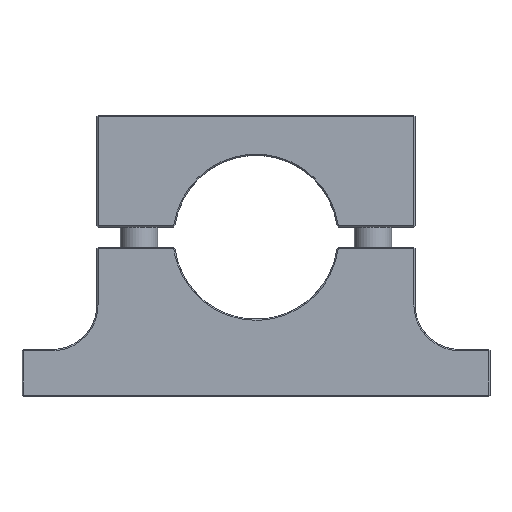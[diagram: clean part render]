
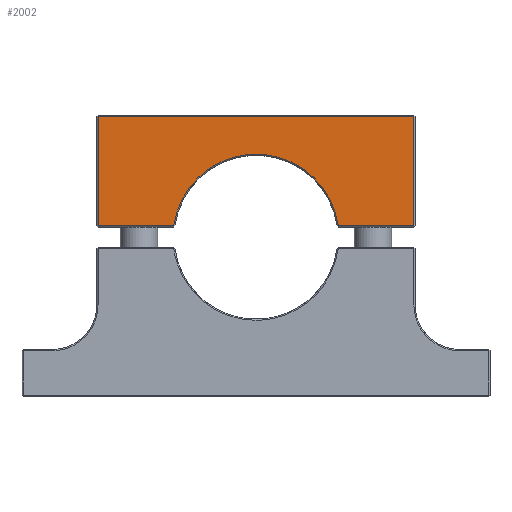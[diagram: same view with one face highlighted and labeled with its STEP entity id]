
A CAD part, top view. The second image highlights one B-rep face of the part: STEP entity #2002.
In plain terms, the highlighted planar face has unit normal (0, 0, 1).
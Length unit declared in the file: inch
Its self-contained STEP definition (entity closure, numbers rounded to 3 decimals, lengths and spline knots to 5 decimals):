
#107 = VERTEX_POINT ( 'NONE', #6745 ) ;
#209 = VECTOR ( 'NONE', #7996, 39.37008 ) ;
#337 = CARTESIAN_POINT ( 'NONE',  ( 0., 1.01362, 0.3937 ) ) ;
#393 = LINE ( 'NONE', #337, #4603 ) ;
#417 = CARTESIAN_POINT ( 'NONE',  ( 0., 0., 0.3937 ) ) ;
#1153 = DIRECTION ( 'NONE',  ( -1., 0., 0. ) ) ;
#1250 = DIRECTION ( 'NONE',  ( 1., 0., 0. ) ) ;
#1416 = CARTESIAN_POINT ( 'NONE',  ( -0.69234, 0.09612, 0.3937 ) ) ;
#1571 = EDGE_CURVE ( 'NONE', #107, #5471, #2809, .T. ) ;
#1694 = PLANE ( 'NONE',  #5834 ) ;
#1729 = DIRECTION ( 'NONE',  ( 0., 0., 1. ) ) ;
#1748 = DIRECTION ( 'NONE',  ( 1., 0., 0. ) ) ;
#1921 = FACE_OUTER_BOUND ( 'NONE', #2526, .T. ) ;
#2002 = ADVANCED_FACE ( 'NONE', ( #1921 ), #1694, .T. ) ;
#2133 = ORIENTED_EDGE ( 'NONE', *, *, #5258, .T. ) ;
#2266 = VERTEX_POINT ( 'NONE', #10252 ) ;
#2447 = CIRCLE ( 'NONE', #9451, 0.69898 ) ;
#2513 = EDGE_CURVE ( 'NONE', #5471, #5183, #3246, .T. ) ;
#2515 = CARTESIAN_POINT ( 'NONE',  ( 1.32858, 1.01362, 0.3937 ) ) ;
#2526 = EDGE_LOOP ( 'NONE', ( #2133, #7552, #9559, #2565, #7149, #5633 ) ) ;
#2565 = ORIENTED_EDGE ( 'NONE', *, *, #2513, .T. ) ;
#2809 = LINE ( 'NONE', #2976, #5059 ) ;
#2976 = CARTESIAN_POINT ( 'NONE',  ( -1.32858, 0.606, 0.3937 ) ) ;
#3246 = LINE ( 'NONE', #6455, #5468 ) ;
#3429 = EDGE_CURVE ( 'NONE', #5183, #2266, #2447, .T. ) ;
#3968 = VECTOR ( 'NONE', #1748, 39.37008 ) ;
#4335 = EDGE_CURVE ( 'NONE', #2266, #5326, #6754, .T. ) ;
#4603 = VECTOR ( 'NONE', #1153, 39.37008 ) ;
#5059 = VECTOR ( 'NONE', #8030, 39.37008 ) ;
#5183 = VERTEX_POINT ( 'NONE', #1416 ) ;
#5258 = EDGE_CURVE ( 'NONE', #5326, #10767, #6650, .T. ) ;
#5326 = VERTEX_POINT ( 'NONE', #6744 ) ;
#5468 = VECTOR ( 'NONE', #9759, 39.37008 ) ;
#5471 = VERTEX_POINT ( 'NONE', #6336 ) ;
#5633 = ORIENTED_EDGE ( 'NONE', *, *, #4335, .T. ) ;
#5834 = AXIS2_PLACEMENT_3D ( 'NONE', #6794, #1729, #7661 ) ;
#5953 = CARTESIAN_POINT ( 'NONE',  ( 0., 0.09612, 0.3937 ) ) ;
#6298 = DIRECTION ( 'NONE',  ( 0., 0., -1. ) ) ;
#6336 = CARTESIAN_POINT ( 'NONE',  ( -1.32858, 0.09612, 0.3937 ) ) ;
#6455 = CARTESIAN_POINT ( 'NONE',  ( 0., 0.09612, 0.3937 ) ) ;
#6650 = LINE ( 'NONE', #8027, #209 ) ;
#6744 = CARTESIAN_POINT ( 'NONE',  ( 1.32858, 0.09612, 0.3937 ) ) ;
#6745 = CARTESIAN_POINT ( 'NONE',  ( -1.32858, 1.01362, 0.3937 ) ) ;
#6754 = LINE ( 'NONE', #5953, #3968 ) ;
#6794 = CARTESIAN_POINT ( 'NONE',  ( 0., 0.606, 0.3937 ) ) ;
#7149 = ORIENTED_EDGE ( 'NONE', *, *, #3429, .T. ) ;
#7552 = ORIENTED_EDGE ( 'NONE', *, *, #8847, .T. ) ;
#7661 = DIRECTION ( 'NONE',  ( 1., 0., 0. ) ) ;
#7996 = DIRECTION ( 'NONE',  ( 0., 1., 0. ) ) ;
#8027 = CARTESIAN_POINT ( 'NONE',  ( 1.32858, 0.606, 0.3937 ) ) ;
#8030 = DIRECTION ( 'NONE',  ( 0., -1., 0. ) ) ;
#8847 = EDGE_CURVE ( 'NONE', #10767, #107, #393, .T. ) ;
#9451 = AXIS2_PLACEMENT_3D ( 'NONE', #417, #6298, #1250 ) ;
#9559 = ORIENTED_EDGE ( 'NONE', *, *, #1571, .T. ) ;
#9759 = DIRECTION ( 'NONE',  ( 1., 0., 0. ) ) ;
#10252 = CARTESIAN_POINT ( 'NONE',  ( 0.69234, 0.09612, 0.3937 ) ) ;
#10767 = VERTEX_POINT ( 'NONE', #2515 ) ;
